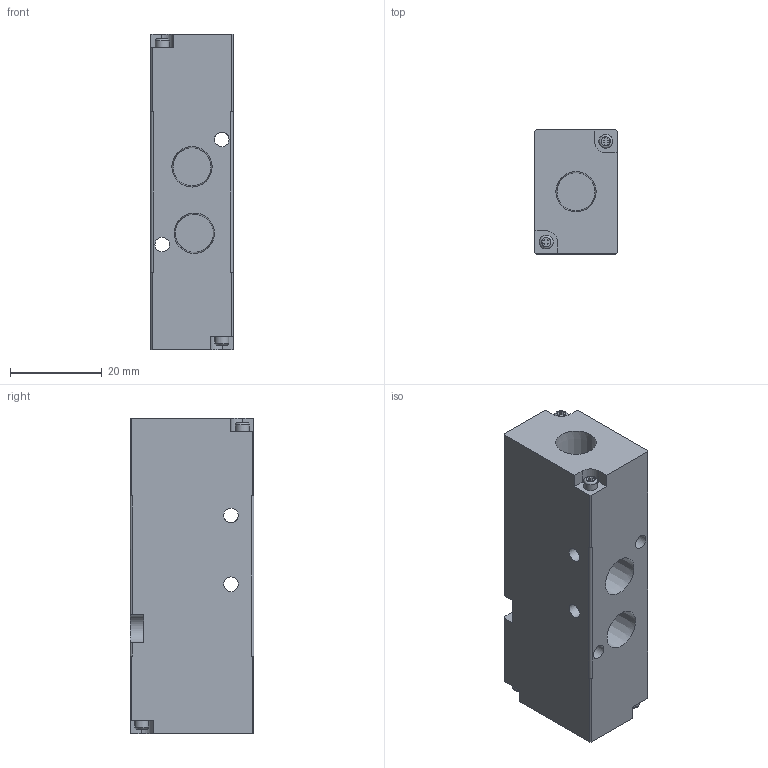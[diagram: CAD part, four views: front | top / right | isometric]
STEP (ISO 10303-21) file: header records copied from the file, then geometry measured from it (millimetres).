
FILE_DESCRIPTION( ( 'STEP AP203' ), '1' );
FILE_NAME( 'MVAA-180-3A2-G.stp', '2020-07-27T12:53:33', ( 'License CC BY-ND 4.0' ), ( 'CADENAS' ), ' ', 'PARTsolutions', ' ' );
FILE_SCHEMA( ( 'CONFIG_CONTROL_DESIGN' ) );
Length unit declared in the file: millimetre
Products named in the file (1): _MVAA-180-3A2-G
Bounding box: 18 x 27 x 69 mm (x, y, z)
Volume: 30111.7 mm3; surface area: 9075.1 mm2
Topology: 1 solids, 1 shells, 138 faces, 374 edges, 250 vertices
Faces by surface type: plane 109, cylinder 20, cone 5, torus 4
Full cylindrical faces by diameter (mm): 3 x4, 3.2 x4
Entity records: 4288 total; most frequent: CARTESIAN_POINT 810, ORIENTED_EDGE 698, DIRECTION 680, EDGE_CURVE 349, LINE 278, VECTOR 278, VERTEX_POINT 243, AXIS2_PLACEMENT_3D 201
